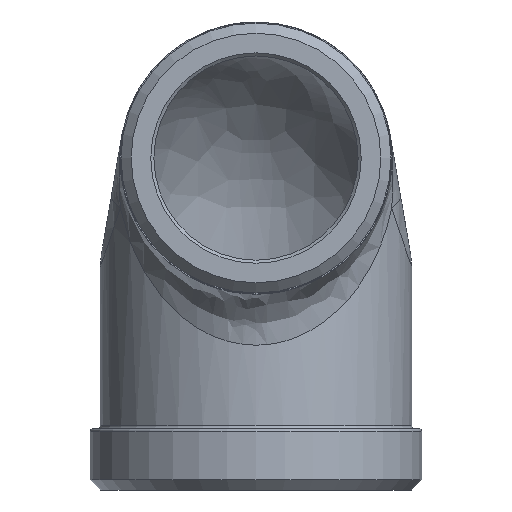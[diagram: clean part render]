
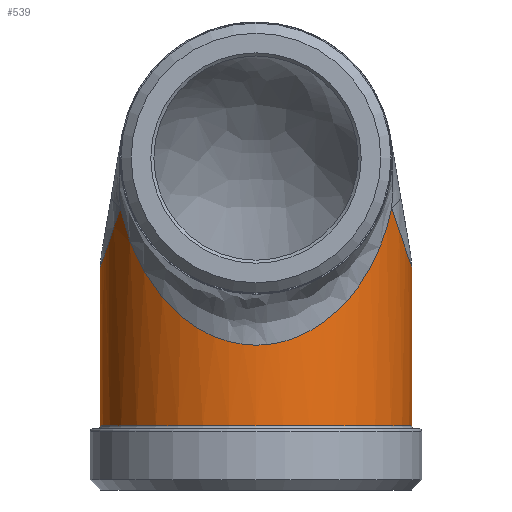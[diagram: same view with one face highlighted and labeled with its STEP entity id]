
A CAD part, left-side view. The second image highlights one B-rep face of the part: STEP entity #539.
In plain terms, the highlighted cylindrical face has radius 15.25 mm (diameter 30.5 mm), a full revolution.
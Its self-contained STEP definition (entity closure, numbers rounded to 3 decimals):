
#48=B_SPLINE_CURVE_WITH_KNOTS('',3,(#805,#806,#807,#808,#809,#810,#811,
#812,#813,#814,#815,#816,#817,#818,#819,#820,#821,#822,#823,#824,#825,#826,
#827,#828,#829,#830,#831,#832,#833,#834,#835,#836,#837,#838,#839,#840,#841,
#842,#843,#844),.UNSPECIFIED.,.F.,.F.,(4,2,2,2,2,2,2,2,2,2,2,2,2,2,2,2,
2,2,2,4),(-15.223,-15.071,-14.576,-14.536,
-14.081,-13.78,-13.098,-13.09,
-12.595,-12.551,-12.43,-12.099,
-12.046,-11.439,-11.373,-11.109,
-10.614,-10.424,-10.118,-9.966),
 .UNSPECIFIED.);
#76=ELLIPSE('',#590,47.564,15.25);
#77=ELLIPSE('',#592,47.564,15.25);
#90=CYLINDRICAL_SURFACE('',#589,15.25);
#110=FACE_BOUND('',#179,.T.);
#131=FACE_OUTER_BOUND('',#178,.T.);
#178=EDGE_LOOP('',(#393,#394,#395,#396));
#179=EDGE_LOOP('',(#397));
#241=CIRCLE('',#586,15.25);
#243=CIRCLE('',#591,15.25);
#268=VERTEX_POINT('',#792);
#270=VERTEX_POINT('',#798);
#271=VERTEX_POINT('',#799);
#272=VERTEX_POINT('',#801);
#273=VERTEX_POINT('',#803);
#317=EDGE_CURVE('',#268,#268,#241,.T.);
#319=EDGE_CURVE('',#270,#271,#76,.T.);
#320=EDGE_CURVE('',#272,#270,#243,.T.);
#321=EDGE_CURVE('',#273,#272,#77,.T.);
#322=EDGE_CURVE('',#271,#273,#48,.T.);
#393=ORIENTED_EDGE('',*,*,#319,.F.);
#394=ORIENTED_EDGE('',*,*,#320,.F.);
#395=ORIENTED_EDGE('',*,*,#321,.F.);
#396=ORIENTED_EDGE('',*,*,#322,.F.);
#397=ORIENTED_EDGE('',*,*,#317,.F.);
#539=ADVANCED_FACE('',(#131,#110),#90,.T.);
#586=AXIS2_PLACEMENT_3D('',#793,#656,#657);
#589=AXIS2_PLACEMENT_3D('',#797,#662,#663);
#590=AXIS2_PLACEMENT_3D('',#800,#664,#665);
#591=AXIS2_PLACEMENT_3D('',#802,#666,#667);
#592=AXIS2_PLACEMENT_3D('',#804,#668,#669);
#656=DIRECTION('center_axis',(0.,0.,-1.));
#657=DIRECTION('ref_axis',(-1.,0.,0.));
#662=DIRECTION('center_axis',(0.,0.,1.));
#663=DIRECTION('ref_axis',(1.,0.,0.));
#664=DIRECTION('center_axis',(0.,0.947,0.321));
#665=DIRECTION('ref_axis',(0.,0.321,-0.947));
#666=DIRECTION('center_axis',(0.,0.,1.));
#667=DIRECTION('ref_axis',(1.,0.,0.));
#668=DIRECTION('center_axis',(0.,-0.947,0.321));
#669=DIRECTION('ref_axis',(0.,-0.321,-0.947));
#792=CARTESIAN_POINT('',(15.25,0.,-26.2));
#793=CARTESIAN_POINT('Origin',(0.,0.,-26.2));
#797=CARTESIAN_POINT('Origin',(0.,0.,-18.29));
#798=CARTESIAN_POINT('',(2.562,15.033,-10.08));
#799=CARTESIAN_POINT('',(-7.481,13.289,-4.926));
#800=CARTESIAN_POINT('Origin',(0.,0.,34.333));
#801=CARTESIAN_POINT('',(2.562,-15.033,-10.079));
#802=CARTESIAN_POINT('Origin',(0.,0.,-10.08));
#803=CARTESIAN_POINT('',(-7.481,-13.289,-4.926));
#804=CARTESIAN_POINT('Origin',(0.,0.,34.333));
#805=CARTESIAN_POINT('Ctrl Pts',(-7.481,13.289,-4.926));
#806=CARTESIAN_POINT('Ctrl Pts',(-7.647,13.196,-5.366));
#807=CARTESIAN_POINT('Ctrl Pts',(-7.825,13.092,-5.795));
#808=CARTESIAN_POINT('Ctrl Pts',(-8.61,12.609,-7.576));
#809=CARTESIAN_POINT('Ctrl Pts',(-9.276,12.135,-8.826));
#810=CARTESIAN_POINT('Ctrl Pts',(-9.996,11.516,-10.088));
#811=CARTESIAN_POINT('Ctrl Pts',(-10.05,11.47,-10.181));
#812=CARTESIAN_POINT('Ctrl Pts',(-10.715,10.882,-11.334));
#813=CARTESIAN_POINT('Ctrl Pts',(-11.322,10.26,-12.321));
#814=CARTESIAN_POINT('Ctrl Pts',(-12.273,9.073,-13.83));
#815=CARTESIAN_POINT('Ctrl Pts',(-12.637,8.56,-14.395));
#816=CARTESIAN_POINT('Ctrl Pts',(-13.744,6.766,-16.095));
#817=CARTESIAN_POINT('Ctrl Pts',(-14.394,5.313,-17.052));
#818=CARTESIAN_POINT('Ctrl Pts',(-14.798,3.69,-17.651));
#819=CARTESIAN_POINT('Ctrl Pts',(-14.802,3.672,-17.658));
#820=CARTESIAN_POINT('Ctrl Pts',(-15.093,2.485,-18.089));
#821=CARTESIAN_POINT('Ctrl Pts',(-15.246,1.244,-18.315));
#822=CARTESIAN_POINT('Ctrl Pts',(-15.25,-0.11,-18.32));
#823=CARTESIAN_POINT('Ctrl Pts',(-15.249,-0.22,-18.319));
#824=CARTESIAN_POINT('Ctrl Pts',(-15.241,-0.634,-18.306));
#825=CARTESIAN_POINT('Ctrl Pts',(-15.226,-0.938,-18.283));
#826=CARTESIAN_POINT('Ctrl Pts',(-15.136,-2.063,-18.149));
#827=CARTESIAN_POINT('Ctrl Pts',(-14.999,-2.874,-17.95));
#828=CARTESIAN_POINT('Ctrl Pts',(-14.775,-3.777,-17.62));
#829=CARTESIAN_POINT('Ctrl Pts',(-14.742,-3.902,-17.572));
#830=CARTESIAN_POINT('Ctrl Pts',(-14.321,-5.434,-16.949));
#831=CARTESIAN_POINT('Ctrl Pts',(-13.751,-6.722,-16.101));
#832=CARTESIAN_POINT('Ctrl Pts',(-13.003,-7.97,-14.956));
#833=CARTESIAN_POINT('Ctrl Pts',(-12.928,-8.091,-14.841));
#834=CARTESIAN_POINT('Ctrl Pts',(-12.55,-8.684,-14.259));
#835=CARTESIAN_POINT('Ctrl Pts',(-12.23,-9.126,-13.76));
#836=CARTESIAN_POINT('Ctrl Pts',(-11.274,-10.316,-12.247));
#837=CARTESIAN_POINT('Ctrl Pts',(-10.61,-10.989,-11.162));
#838=CARTESIAN_POINT('Ctrl Pts',(-9.689,-11.782,-9.547));
#839=CARTESIAN_POINT('Ctrl Pts',(-9.433,-11.986,-9.088));
#840=CARTESIAN_POINT('Ctrl Pts',(-8.776,-12.483,-7.852));
#841=CARTESIAN_POINT('Ctrl Pts',(-8.38,-12.75,-7.055));
#842=CARTESIAN_POINT('Ctrl Pts',(-7.825,-13.091,-5.796));
#843=CARTESIAN_POINT('Ctrl Pts',(-7.646,-13.195,-5.367));
#844=CARTESIAN_POINT('Ctrl Pts',(-7.481,-13.288,-4.926));
